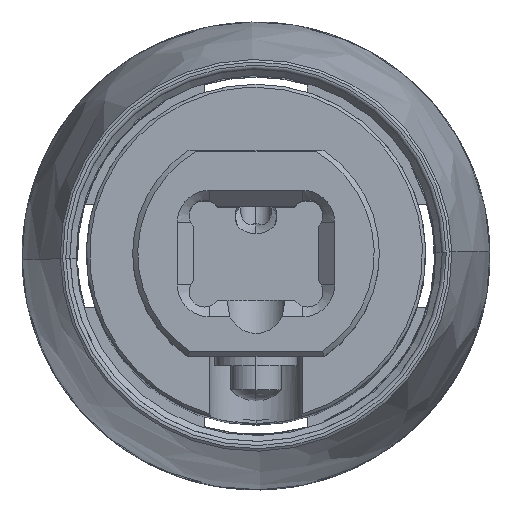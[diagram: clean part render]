
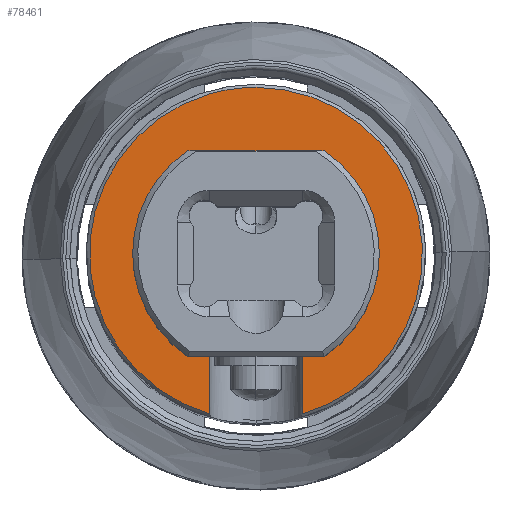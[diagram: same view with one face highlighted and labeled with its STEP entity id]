
A CAD part, top view. The second image highlights one B-rep face of the part: STEP entity #78461.
In plain terms, the highlighted planar face has unit normal (0, 0, 1).
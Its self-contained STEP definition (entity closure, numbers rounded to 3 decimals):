
#15792=CARTESIAN_POINT('',(0.,0.,118.8));
#15793=DIRECTION('',(0.,0.,1.));
#15794=DIRECTION('',(0.553,-0.833,0.));
#15795=AXIS2_PLACEMENT_3D('',#15792,#15793,#15794);
#15797=CARTESIAN_POINT('',(0.,0.,118.8));
#15798=DIRECTION('',(0.,0.,1.));
#15799=DIRECTION('',(-0.553,0.833,0.));
#15800=AXIS2_PLACEMENT_3D('',#15797,#15798,#15799);
#15802=DIRECTION('',(0.,-1.,0.));
#15803=VECTOR('',#15802,5.565);
#15804=CARTESIAN_POINT('',(-4.49,-10.,118.8));
#15805=LINE('',#15804,#15803);
#15806=CARTESIAN_POINT('',(0.,0.,118.8));
#15807=DIRECTION('',(0.,0.,-1.));
#15808=DIRECTION('',(-0.277,-0.961,0.));
#15809=AXIS2_PLACEMENT_3D('',#15806,#15807,#15808);
#15811=CARTESIAN_POINT('',(0.,0.,118.8));
#15812=DIRECTION('',(0.,0.,-1.));
#15813=DIRECTION('',(-0.277,0.961,0.));
#15814=AXIS2_PLACEMENT_3D('',#15811,#15812,#15813);
#15816=CARTESIAN_POINT('',(0.,0.,118.8));
#15817=DIRECTION('',(0.,0.,-1.));
#15818=DIRECTION('',(0.,1.,0.));
#15819=AXIS2_PLACEMENT_3D('',#15816,#15817,#15818);
#15821=DIRECTION('',(0.,1.,0.));
#15822=VECTOR('',#15821,5.565);
#15823=CARTESIAN_POINT('',(4.49,-15.565,
118.8));
#15824=LINE('',#15823,#15822);
#15829=DIRECTION('',(-1.,0.,0.));
#15830=VECTOR('',#15829,2.143);
#15831=CARTESIAN_POINT('',(6.633,-10.,118.8));
#15832=LINE('',#15831,#15830);
#15843=DIRECTION('',(-1.,0.,0.));
#15844=VECTOR('',#15843,2.143);
#15845=CARTESIAN_POINT('',(-4.49,-10.,118.8));
#15846=LINE('',#15845,#15844);
#15910=DIRECTION('',(1.,0.,0.));
#15911=VECTOR('',#15910,13.266);
#15912=CARTESIAN_POINT('',(-6.633,10.,118.8));
#15913=LINE('',#15912,#15911);
#40042=CARTESIAN_POINT('',(-6.633,10.,118.8));
#40043=CARTESIAN_POINT('',(-6.633,-10.,118.8));
#40044=VERTEX_POINT('',#40042);
#40045=VERTEX_POINT('',#40043);
#40046=CARTESIAN_POINT('',(6.633,-10.,118.8));
#40047=CARTESIAN_POINT('',(4.49,-10.,118.8));
#40048=VERTEX_POINT('',#40046);
#40049=VERTEX_POINT('',#40047);
#40050=CARTESIAN_POINT('',(6.633,10.,118.8));
#40051=VERTEX_POINT('',#40050);
#40052=CARTESIAN_POINT('',(-4.49,-10.,118.8));
#40053=VERTEX_POINT('',#40052);
#40054=CARTESIAN_POINT('',(-4.49,-15.565,
118.8));
#40055=VERTEX_POINT('',#40054);
#40056=CARTESIAN_POINT('',(-4.49,15.565,118.8));
#40057=VERTEX_POINT('',#40056);
#40058=CARTESIAN_POINT('',(0.,16.2,118.8));
#40059=VERTEX_POINT('',#40058);
#40060=CARTESIAN_POINT('',(4.49,-15.565,118.8));
#40061=VERTEX_POINT('',#40060);
#78435=CARTESIAN_POINT('',(0.,0.,118.8));
#78436=DIRECTION('',(0.,0.,-1.));
#78437=DIRECTION('',(0.,-1.,0.));
#78438=AXIS2_PLACEMENT_3D('',#78435,#78436,#78437);
#78439=PLANE('',#78438);
#78441=ORIENTED_EDGE('',*,*,#78440,.F.);
#78443=ORIENTED_EDGE('',*,*,#78442,.T.);
#78445=ORIENTED_EDGE('',*,*,#78444,.F.);
#78446=ORIENTED_EDGE('',*,*,#78425,.T.);
#78448=ORIENTED_EDGE('',*,*,#78447,.F.);
#78450=ORIENTED_EDGE('',*,*,#78449,.T.);
#78452=ORIENTED_EDGE('',*,*,#78451,.T.);
#78454=ORIENTED_EDGE('',*,*,#78453,.T.);
#78456=ORIENTED_EDGE('',*,*,#78455,.T.);
#78458=ORIENTED_EDGE('',*,*,#78457,.T.);
#78459=EDGE_LOOP('',(#78441,#78443,#78445,#78446,#78448,#78450,#78452,#78454,
#78456,#78458));
#78460=FACE_OUTER_BOUND('',#78459,.F.);
#15796=CIRCLE('',#15795,12.);
#15801=CIRCLE('',#15800,12.);
#15810=CIRCLE('',#15809,16.2);
#15815=CIRCLE('',#15814,16.2);
#15820=CIRCLE('',#15819,16.2);
#78425=EDGE_CURVE('',#40044,#40045,#15801,.T.);
#78440=EDGE_CURVE('',#40048,#40049,#15832,.T.);
#78442=EDGE_CURVE('',#40048,#40051,#15796,.T.);
#78444=EDGE_CURVE('',#40044,#40051,#15913,.T.);
#78447=EDGE_CURVE('',#40053,#40045,#15846,.T.);
#78449=EDGE_CURVE('',#40053,#40055,#15805,.T.);
#78451=EDGE_CURVE('',#40055,#40057,#15810,.T.);
#78453=EDGE_CURVE('',#40057,#40059,#15815,.T.);
#78455=EDGE_CURVE('',#40059,#40061,#15820,.T.);
#78457=EDGE_CURVE('',#40061,#40049,#15824,.T.);
#78461=ADVANCED_FACE('',(#78460),#78439,.F.);
